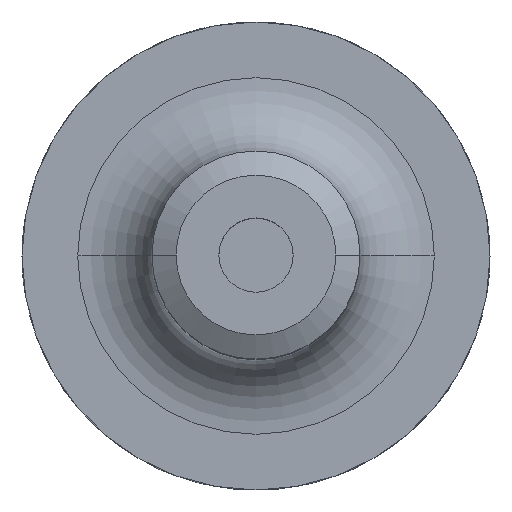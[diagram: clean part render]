
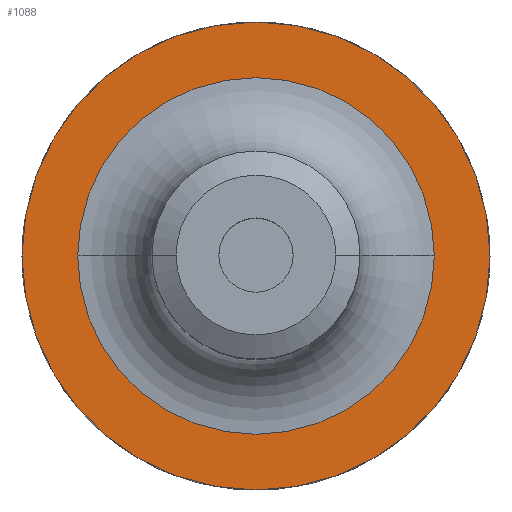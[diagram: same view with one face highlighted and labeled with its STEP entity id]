
A CAD part, top view. The second image highlights one B-rep face of the part: STEP entity #1088.
In plain terms, the highlighted planar face has unit normal (0, 0, 1).
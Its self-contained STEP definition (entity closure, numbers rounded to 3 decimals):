
#68 = AXIS2_PLACEMENT_3D ( 'NONE', #457, #1588, #735 ) ;
#102 = CARTESIAN_POINT ( 'NONE',  ( -24., 0., 27. ) ) ;
#116 = EDGE_CURVE ( 'NONE', #1313, #313, #1297, .T. ) ;
#132 = AXIS2_PLACEMENT_3D ( 'NONE', #505, #1347, #362 ) ;
#277 = CARTESIAN_POINT ( 'NONE',  ( -31.5, 0., 27. ) ) ;
#313 = VERTEX_POINT ( 'NONE', #1090 ) ;
#332 = DIRECTION ( 'NONE',  ( 0., 0., -1. ) ) ;
#362 = DIRECTION ( 'NONE',  ( -1., 0., 0. ) ) ;
#401 = CIRCLE ( 'NONE', #476, 24. ) ;
#411 = CARTESIAN_POINT ( 'NONE',  ( 24., 0., 27. ) ) ;
#457 = CARTESIAN_POINT ( 'NONE',  ( 0., 0., 27. ) ) ;
#464 = CIRCLE ( 'NONE', #132, 31.5 ) ;
#476 = AXIS2_PLACEMENT_3D ( 'NONE', #1621, #760, #1763 ) ;
#505 = CARTESIAN_POINT ( 'NONE',  ( 0., 0., 27. ) ) ;
#559 = ORIENTED_EDGE ( 'NONE', *, *, #116, .F. ) ;
#645 = VERTEX_POINT ( 'NONE', #102 ) ;
#735 = DIRECTION ( 'NONE',  ( -1., 0., 0. ) ) ;
#751 = DIRECTION ( 'NONE',  ( -1., 0., 0. ) ) ;
#760 = DIRECTION ( 'NONE',  ( 0., 0., -1. ) ) ;
#804 = ORIENTED_EDGE ( 'NONE', *, *, #1496, .F. ) ;
#807 = EDGE_LOOP ( 'NONE', ( #1840, #1838 ) ) ;
#854 = AXIS2_PLACEMENT_3D ( 'NONE', #1041, #332, #1762 ) ;
#888 = CARTESIAN_POINT ( 'NONE',  ( 0., 0., 27. ) ) ;
#897 = PLANE ( 'NONE',  #854 ) ;
#986 = AXIS2_PLACEMENT_3D ( 'NONE', #888, #1755, #751 ) ;
#1041 = CARTESIAN_POINT ( 'NONE',  ( 0., 0., 27. ) ) ;
#1088 = ADVANCED_FACE ( 'NONE', ( #1373, #1709 ), #897, .F. ) ;
#1090 = CARTESIAN_POINT ( 'NONE',  ( 31.5, 0., 27. ) ) ;
#1297 = CIRCLE ( 'NONE', #68, 31.5 ) ;
#1313 = VERTEX_POINT ( 'NONE', #277 ) ;
#1347 = DIRECTION ( 'NONE',  ( 0., 0., -1. ) ) ;
#1373 = FACE_BOUND ( 'NONE', #807, .T. ) ;
#1496 = EDGE_CURVE ( 'NONE', #313, #1313, #464, .T. ) ;
#1543 = EDGE_LOOP ( 'NONE', ( #559, #804 ) ) ;
#1587 = EDGE_CURVE ( 'NONE', #1642, #645, #1753, .T. ) ;
#1588 = DIRECTION ( 'NONE',  ( 0., 0., -1. ) ) ;
#1621 = CARTESIAN_POINT ( 'NONE',  ( 0., 0., 27. ) ) ;
#1642 = VERTEX_POINT ( 'NONE', #411 ) ;
#1709 = FACE_OUTER_BOUND ( 'NONE', #1543, .T. ) ;
#1736 = EDGE_CURVE ( 'NONE', #645, #1642, #401, .T. ) ;
#1753 = CIRCLE ( 'NONE', #986, 24. ) ;
#1755 = DIRECTION ( 'NONE',  ( 0., 0., -1. ) ) ;
#1762 = DIRECTION ( 'NONE',  ( -1., 0., 0. ) ) ;
#1763 = DIRECTION ( 'NONE',  ( -1., 0., 0. ) ) ;
#1838 = ORIENTED_EDGE ( 'NONE', *, *, #1587, .T. ) ;
#1840 = ORIENTED_EDGE ( 'NONE', *, *, #1736, .T. ) ;
